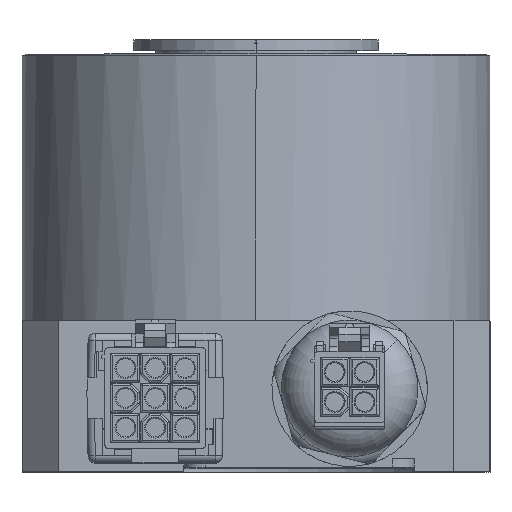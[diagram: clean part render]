
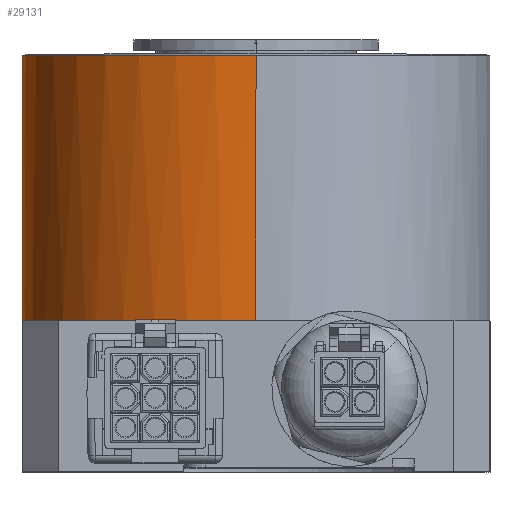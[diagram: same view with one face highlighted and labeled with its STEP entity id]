
A CAD part, top view. The second image highlights one B-rep face of the part: STEP entity #29131.
In plain terms, the highlighted cylindrical face has radius 32.5 mm (diameter 65 mm), a partial arc.
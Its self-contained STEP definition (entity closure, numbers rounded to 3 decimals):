
#963 = DIRECTION ( 'NONE',  ( 0., -1., 0. ) ) ;
#1116 = DIRECTION ( 'NONE',  ( 0., 0., 1. ) ) ;
#1496 = VERTEX_POINT ( 'NONE', #17262 ) ;
#2700 = AXIS2_PLACEMENT_3D ( 'NONE', #20052, #963, #22806 ) ;
#3239 = CARTESIAN_POINT ( 'NONE',  ( 0., 21., 32.5 ) ) ;
#3361 = ORIENTED_EDGE ( 'NONE', *, *, #37097, .T. ) ;
#3614 = CARTESIAN_POINT ( 'NONE',  ( 0., 57.8, 32.5 ) ) ;
#3976 = CARTESIAN_POINT ( 'NONE',  ( 0., 21., 32.5 ) ) ;
#4012 = DIRECTION ( 'NONE',  ( 0., 0., -1. ) ) ;
#4842 = EDGE_CURVE ( 'NONE', #1496, #30716, #22102, .T. ) ;
#5174 = ORIENTED_EDGE ( 'NONE', *, *, #16177, .F. ) ;
#5416 = LINE ( 'NONE', #20754, #11771 ) ;
#5575 = CARTESIAN_POINT ( 'NONE',  ( 0., 21., 0. ) ) ;
#5577 = ORIENTED_EDGE ( 'NONE', *, *, #4842, .T. ) ;
#6057 = CARTESIAN_POINT ( 'NONE',  ( 0., 21., 0. ) ) ;
#6228 = DIRECTION ( 'NONE',  ( 0., 0., 1. ) ) ;
#6629 = CARTESIAN_POINT ( 'NONE',  ( 0., 21., 0. ) ) ;
#8229 = ORIENTED_EDGE ( 'NONE', *, *, #14664, .T. ) ;
#8467 = FACE_OUTER_BOUND ( 'NONE', #8903, .T. ) ;
#8769 = CIRCLE ( 'NONE', #12463, 32.5 ) ;
#8903 = EDGE_LOOP ( 'NONE', ( #13554, #8229, #18514, #37495, #5174, #11374, #5577, #34434, #3361 ) ) ;
#8995 = EDGE_CURVE ( 'NONE', #36865, #33286, #13359, .T. ) ;
#11374 = ORIENTED_EDGE ( 'NONE', *, *, #20767, .T. ) ;
#11587 = CARTESIAN_POINT ( 'NONE',  ( 0., 57.8, -32.5 ) ) ;
#11771 = VECTOR ( 'NONE', #33238, 1000. ) ;
#12463 = AXIS2_PLACEMENT_3D ( 'NONE', #5575, #14989, #27231 ) ;
#13262 = VERTEX_POINT ( 'NONE', #20934 ) ;
#13310 = DIRECTION ( 'NONE',  ( 0., -1., 0. ) ) ;
#13359 = CIRCLE ( 'NONE', #29493, 32.5 ) ;
#13554 = ORIENTED_EDGE ( 'NONE', *, *, #35429, .F. ) ;
#13583 = VERTEX_POINT ( 'NONE', #3976 ) ;
#13827 = CYLINDRICAL_SURFACE ( 'NONE', #15936, 32.5 ) ;
#14664 = EDGE_CURVE ( 'NONE', #20320, #17378, #23231, .T. ) ;
#14989 = DIRECTION ( 'NONE',  ( 0., 1., 0. ) ) ;
#15936 = AXIS2_PLACEMENT_3D ( 'NONE', #33528, #39620, #18476 ) ;
#16177 = EDGE_CURVE ( 'NONE', #32692, #33286, #20700, .T. ) ;
#16658 = CARTESIAN_POINT ( 'NONE',  ( 0., 21., -32.5 ) ) ;
#16683 = DIRECTION ( 'NONE',  ( 0., 0., -1. ) ) ;
#16947 = DIRECTION ( 'NONE',  ( 0., -1., 0. ) ) ;
#17262 = CARTESIAN_POINT ( 'NONE',  ( -32.5, 21., 0. ) ) ;
#17378 = VERTEX_POINT ( 'NONE', #11587 ) ;
#18352 = LINE ( 'NONE', #3239, #27062 ) ;
#18476 = DIRECTION ( 'NONE',  ( 0., 0., -1. ) ) ;
#18514 = ORIENTED_EDGE ( 'NONE', *, *, #25390, .T. ) ;
#19299 = CARTESIAN_POINT ( 'NONE',  ( -23.754, 21., 22.182 ) ) ;
#19650 = CIRCLE ( 'NONE', #34480, 32.5 ) ;
#20052 = CARTESIAN_POINT ( 'NONE',  ( 0., 21., 0. ) ) ;
#20320 = VERTEX_POINT ( 'NONE', #3614 ) ;
#20700 = CIRCLE ( 'NONE', #31763, 32.5 ) ;
#20754 = CARTESIAN_POINT ( 'NONE',  ( 0., 21., -32.5 ) ) ;
#20767 = EDGE_CURVE ( 'NONE', #32692, #1496, #19650, .T. ) ;
#20934 = CARTESIAN_POINT ( 'NONE',  ( -22.182, 21., 23.754 ) ) ;
#22102 = CIRCLE ( 'NONE', #34076, 32.5 ) ;
#22806 = DIRECTION ( 'NONE',  ( 0., 0., -1. ) ) ;
#23231 = CIRCLE ( 'NONE', #36158, 32.5 ) ;
#25390 = EDGE_CURVE ( 'NONE', #17378, #36865, #5416, .T. ) ;
#25762 = CARTESIAN_POINT ( 'NONE',  ( -23.754, 21., -22.182 ) ) ;
#27062 = VECTOR ( 'NONE', #27920, 1000. ) ;
#27231 = DIRECTION ( 'NONE',  ( 0., 0., 1. ) ) ;
#27849 = DIRECTION ( 'NONE',  ( 0., 0., 1. ) ) ;
#27920 = DIRECTION ( 'NONE',  ( 0., -1., 0. ) ) ;
#29131 = ADVANCED_FACE ( 'NONE', ( #8467 ), #13827, .T. ) ;
#29493 = AXIS2_PLACEMENT_3D ( 'NONE', #6629, #34505, #6228 ) ;
#30716 = VERTEX_POINT ( 'NONE', #19299 ) ;
#31763 = AXIS2_PLACEMENT_3D ( 'NONE', #32291, #16947, #16683 ) ;
#32018 = CARTESIAN_POINT ( 'NONE',  ( 0., 21., 0. ) ) ;
#32291 = CARTESIAN_POINT ( 'NONE',  ( 0., 21., 0. ) ) ;
#32459 = CARTESIAN_POINT ( 'NONE',  ( 0., 57.8, 0. ) ) ;
#32692 = VERTEX_POINT ( 'NONE', #25762 ) ;
#33238 = DIRECTION ( 'NONE',  ( 0., -1., 0. ) ) ;
#33286 = VERTEX_POINT ( 'NONE', #35448 ) ;
#33528 = CARTESIAN_POINT ( 'NONE',  ( 0., 21., 0. ) ) ;
#34076 = AXIS2_PLACEMENT_3D ( 'NONE', #32018, #38387, #1116 ) ;
#34307 = EDGE_CURVE ( 'NONE', #13262, #30716, #36311, .T. ) ;
#34434 = ORIENTED_EDGE ( 'NONE', *, *, #34307, .F. ) ;
#34480 = AXIS2_PLACEMENT_3D ( 'NONE', #6057, #37334, #27849 ) ;
#34505 = DIRECTION ( 'NONE',  ( 0., 1., 0. ) ) ;
#35429 = EDGE_CURVE ( 'NONE', #20320, #13583, #18352, .T. ) ;
#35448 = CARTESIAN_POINT ( 'NONE',  ( -22.182, 21., -23.754 ) ) ;
#36158 = AXIS2_PLACEMENT_3D ( 'NONE', #32459, #13310, #4012 ) ;
#36311 = CIRCLE ( 'NONE', #2700, 32.5 ) ;
#36865 = VERTEX_POINT ( 'NONE', #16658 ) ;
#37097 = EDGE_CURVE ( 'NONE', #13262, #13583, #8769, .T. ) ;
#37334 = DIRECTION ( 'NONE',  ( 0., 1., 0. ) ) ;
#37495 = ORIENTED_EDGE ( 'NONE', *, *, #8995, .T. ) ;
#38387 = DIRECTION ( 'NONE',  ( 0., 1., 0. ) ) ;
#39620 = DIRECTION ( 'NONE',  ( 0., -1., 0. ) ) ;
